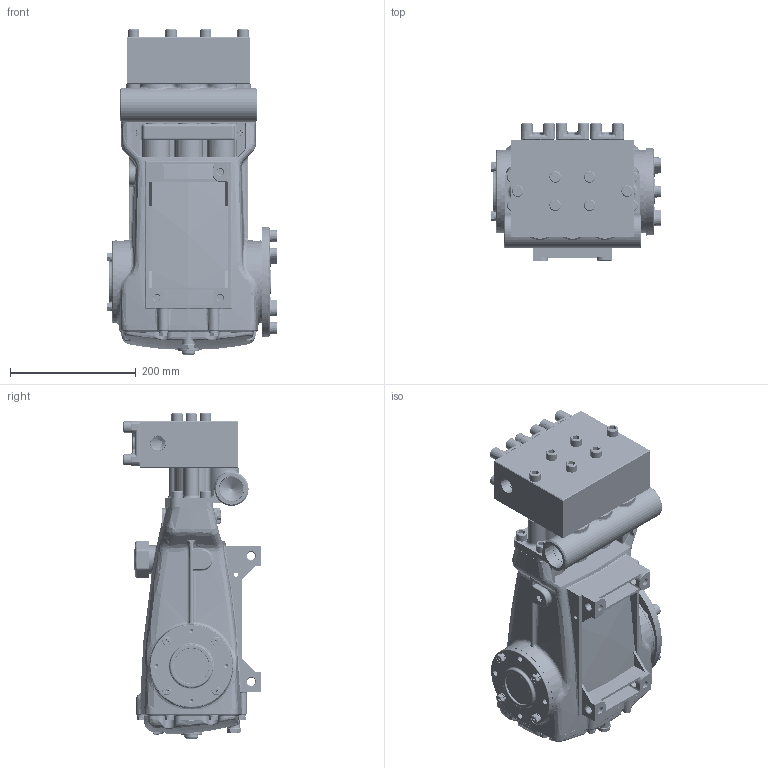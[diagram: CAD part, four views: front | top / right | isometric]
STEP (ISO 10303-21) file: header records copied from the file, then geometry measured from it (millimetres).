
FILE_DESCRIPTION (( 'STEP AP203' ), '1' );
FILE_NAME ('2565T13.STEP', '2025-04-03T18:17:39', ( '' ), ( '' ), 'SwSTEP 2.0', 'SolidWorks 2025', '' );
FILE_SCHEMA (( 'CONFIG_CONTROL_DESIGN' ));
Products named in the file (1): 2565T13
Bounding box: 270.7 x 218 x 517 mm (x, y, z)
Volume: 7052720.2 mm3; surface area: 1608789.3 mm2
Topology: 118 solids, 135 shells, 7597 faces, 18191 edges, 10833 vertices
Faces by surface type: cylinder 2279, plane 2039, bspline 1382, torus 1039, cone 782, sphere 76
Entity records: 281746 total; most frequent: CARTESIAN_POINT 115735, ORIENTED_EDGE 35778, DIRECTION 33627, EDGE_CURVE 17889, AXIS2_PLACEMENT_3D 13772, VERTEX_POINT 10825, EDGE_LOOP 8172, FACE_OUTER_BOUND 7597
